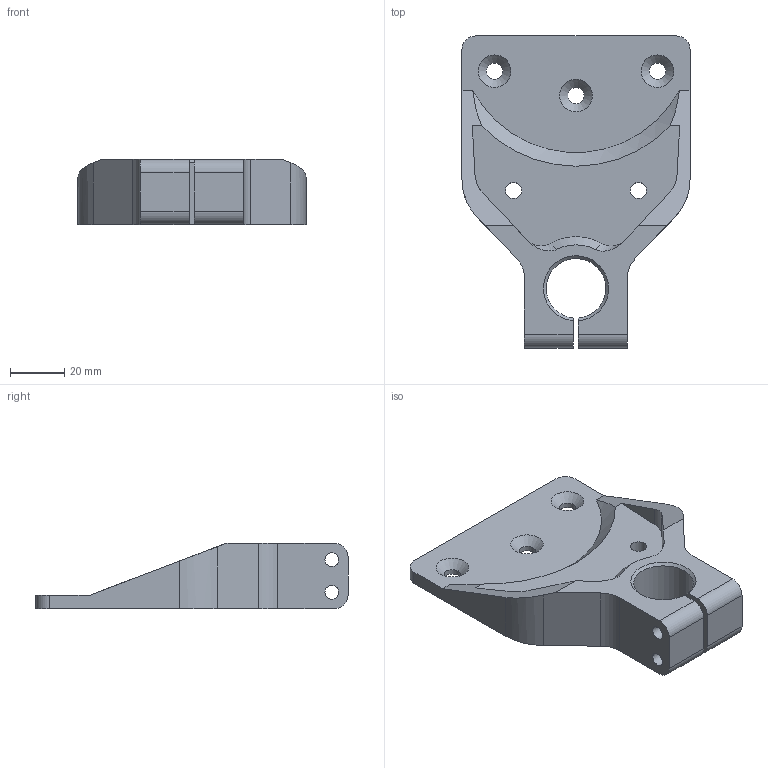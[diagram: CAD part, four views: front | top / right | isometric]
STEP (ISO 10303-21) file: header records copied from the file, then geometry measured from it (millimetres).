
FILE_DESCRIPTION(/* description */ (''),/* implementation_level */ '2;1');
FILE_NAME(/* name */ 'Alex.step',/* time_stamp */ '2023-09-06T09:48:12+02:00',/* author */ (''),/* organization */ (''),/* preprocessor_version */ 'ST-DEVELOPER v20',/* originating_system */ 'Autodesk Translation Framework v12.9.0.99',/* authorisation */ '');
FILE_SCHEMA (('AUTOMOTIVE_DESIGN { 1 0 10303 214 3 1 1 }'));
Length unit declared in the file: millimetre
Products named in the file (1): Alex
Bounding box: 84 x 115 x 24 mm (x, y, z)
Volume: 74805 mm3; surface area: 25033.6 mm2
Topology: 1 solids, 1 shells, 58 faces, 159 edges, 105 vertices
Faces by surface type: cylinder 27, plane 23, cone 6, bspline 2
Full cylindrical faces by diameter (mm): 5.04 x4, 6 x5, 11 x2
Entity records: 1997 total; most frequent: CARTESIAN_POINT 423, DIRECTION 322, ORIENTED_EDGE 318, EDGE_CURVE 159, AXIS2_PLACEMENT_3D 118, VERTEX_POINT 105, LINE 86, VECTOR 86
